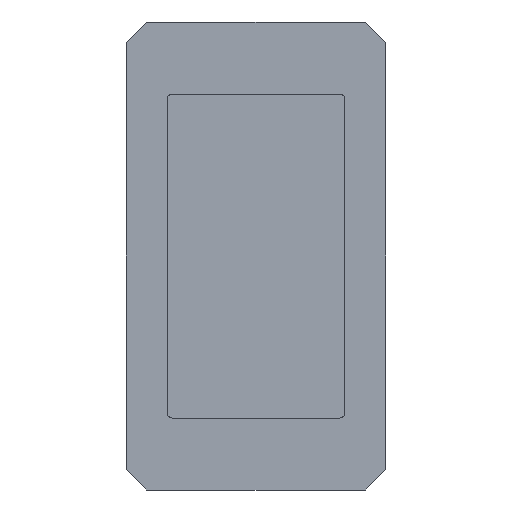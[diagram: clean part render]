
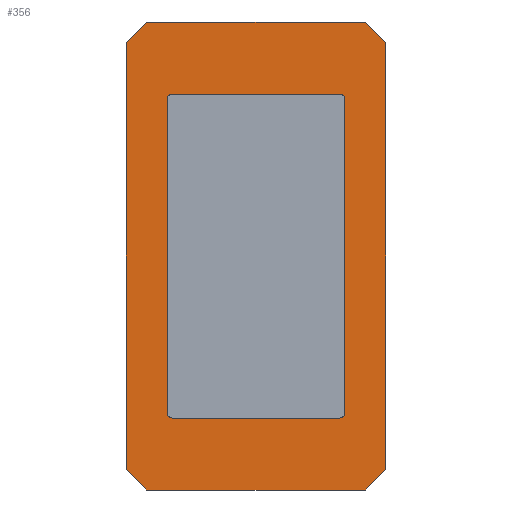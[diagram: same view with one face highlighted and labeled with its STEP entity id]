
A CAD part, front view. The second image highlights one B-rep face of the part: STEP entity #356.
In plain terms, the highlighted planar face has unit normal (0, -1, 0).
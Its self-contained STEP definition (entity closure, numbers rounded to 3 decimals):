
#15=FACE_BOUND('',#69,.T.);
#30=PLANE('',#397);
#49=FACE_OUTER_BOUND('',#68,.T.);
#68=EDGE_LOOP('',(#318,#319,#320,#321,#322,#323,#324,#325));
#69=EDGE_LOOP('',(#326,#327,#328,#329,#330,#331,#332,#333));
#76=LINE('',#520,#116);
#81=LINE('',#534,#121);
#84=LINE('',#541,#124);
#85=LINE('',#543,#125);
#88=LINE('',#551,#128);
#92=LINE('',#558,#132);
#100=LINE('',#574,#140);
#102=LINE('',#578,#142);
#104=LINE('',#583,#144);
#106=LINE('',#586,#146);
#108=LINE('',#590,#148);
#109=LINE('',#592,#149);
#116=VECTOR('',#422,10.);
#121=VECTOR('',#437,10.);
#124=VECTOR('',#446,10.);
#125=VECTOR('',#449,10.);
#128=VECTOR('',#454,10.);
#132=VECTOR('',#460,10.);
#140=VECTOR('',#472,10.);
#142=VECTOR('',#476,10.);
#144=VECTOR('',#480,10.);
#146=VECTOR('',#484,10.);
#148=VECTOR('',#488,10.);
#149=VECTOR('',#491,10.);
#151=CIRCLE('',#373,0.5);
#155=CIRCLE('',#380,0.5);
#156=CIRCLE('',#382,0.5);
#157=CIRCLE('',#385,0.5);
#160=VERTEX_POINT('',#499);
#161=VERTEX_POINT('',#501);
#168=VERTEX_POINT('',#519);
#169=VERTEX_POINT('',#523);
#170=VERTEX_POINT('',#527);
#171=VERTEX_POINT('',#529);
#172=VERTEX_POINT('',#533);
#173=VERTEX_POINT('',#537);
#176=VERTEX_POINT('',#548);
#177=VERTEX_POINT('',#550);
#179=VERTEX_POINT('',#556);
#185=VERTEX_POINT('',#572);
#186=VERTEX_POINT('',#576);
#187=VERTEX_POINT('',#580);
#188=VERTEX_POINT('',#582);
#189=VERTEX_POINT('',#588);
#192=EDGE_CURVE('',#160,#161,#151,.T.);
#201=EDGE_CURVE('',#168,#161,#76,.F.);
#203=EDGE_CURVE('',#168,#169,#155,.T.);
#206=EDGE_CURVE('',#170,#171,#156,.T.);
#208=EDGE_CURVE('',#172,#171,#81,.T.);
#210=EDGE_CURVE('',#172,#173,#157,.T.);
#212=EDGE_CURVE('',#160,#173,#84,.T.);
#213=EDGE_CURVE('',#170,#169,#85,.T.);
#216=EDGE_CURVE('',#176,#177,#88,.T.);
#220=EDGE_CURVE('',#179,#176,#92,.T.);
#228=EDGE_CURVE('',#185,#179,#100,.T.);
#230=EDGE_CURVE('',#186,#185,#102,.T.);
#232=EDGE_CURVE('',#187,#188,#104,.T.);
#234=EDGE_CURVE('',#177,#187,#106,.T.);
#236=EDGE_CURVE('',#189,#186,#108,.T.);
#237=EDGE_CURVE('',#188,#189,#109,.T.);
#318=ORIENTED_EDGE('',*,*,#216,.F.);
#319=ORIENTED_EDGE('',*,*,#220,.F.);
#320=ORIENTED_EDGE('',*,*,#228,.F.);
#321=ORIENTED_EDGE('',*,*,#230,.F.);
#322=ORIENTED_EDGE('',*,*,#236,.F.);
#323=ORIENTED_EDGE('',*,*,#237,.F.);
#324=ORIENTED_EDGE('',*,*,#232,.F.);
#325=ORIENTED_EDGE('',*,*,#234,.F.);
#326=ORIENTED_EDGE('',*,*,#213,.T.);
#327=ORIENTED_EDGE('',*,*,#203,.F.);
#328=ORIENTED_EDGE('',*,*,#201,.T.);
#329=ORIENTED_EDGE('',*,*,#192,.F.);
#330=ORIENTED_EDGE('',*,*,#212,.T.);
#331=ORIENTED_EDGE('',*,*,#210,.F.);
#332=ORIENTED_EDGE('',*,*,#208,.T.);
#333=ORIENTED_EDGE('',*,*,#206,.F.);
#356=ADVANCED_FACE('',(#49,#15),#30,.F.);
#373=AXIS2_PLACEMENT_3D('',#502,#405,#406);
#380=AXIS2_PLACEMENT_3D('',#524,#426,#427);
#382=AXIS2_PLACEMENT_3D('',#530,#432,#433);
#385=AXIS2_PLACEMENT_3D('',#538,#441,#442);
#397=AXIS2_PLACEMENT_3D('',#593,#492,#493);
#405=DIRECTION('center_axis',(0.,-1.,0.));
#406=DIRECTION('ref_axis',(-0.707,0.,-0.707));
#422=DIRECTION('',(1.,0.,0.));
#426=DIRECTION('center_axis',(0.,-1.,0.));
#427=DIRECTION('ref_axis',(0.707,0.,-0.707));
#432=DIRECTION('center_axis',(0.,-1.,0.));
#433=DIRECTION('ref_axis',(0.707,0.,0.707));
#437=DIRECTION('',(1.,0.,0.));
#441=DIRECTION('center_axis',(0.,-1.,0.));
#442=DIRECTION('ref_axis',(-0.707,0.,0.707));
#446=DIRECTION('',(0.,0.,1.));
#449=DIRECTION('',(0.,0.,-1.));
#454=DIRECTION('',(0.707,0.,-0.707));
#460=DIRECTION('',(1.,0.,0.));
#472=DIRECTION('',(0.707,0.,0.707));
#476=DIRECTION('',(0.,0.,1.));
#480=DIRECTION('',(-0.707,0.,-0.707));
#484=DIRECTION('',(0.,0.,-1.));
#488=DIRECTION('',(-0.707,0.,0.707));
#491=DIRECTION('',(-1.,0.,0.));
#492=DIRECTION('center_axis',(0.,1.,0.));
#493=DIRECTION('ref_axis',(1.,0.,0.));
#499=CARTESIAN_POINT('',(4.,0.,-38.));
#501=CARTESIAN_POINT('',(4.5,0.,-38.5));
#502=CARTESIAN_POINT('Origin',(4.5,0.,-38.));
#519=CARTESIAN_POINT('',(20.75,0.,-38.5));
#520=CARTESIAN_POINT('',(15.063,0.,-38.5));
#523=CARTESIAN_POINT('',(21.25,0.,-38.));
#524=CARTESIAN_POINT('Origin',(20.75,0.,-38.));
#527=CARTESIAN_POINT('',(21.25,0.,-7.5));
#529=CARTESIAN_POINT('',(20.75,0.,-7.));
#530=CARTESIAN_POINT('Origin',(20.75,0.,-7.5));
#533=CARTESIAN_POINT('',(4.5,0.,-7.));
#534=CARTESIAN_POINT('',(8.813,0.,-7.));
#537=CARTESIAN_POINT('',(4.,0.,-7.5));
#538=CARTESIAN_POINT('Origin',(4.5,0.,-7.5));
#541=CARTESIAN_POINT('',(4.,0.,-15.375));
#543=CARTESIAN_POINT('',(21.25,0.,-15.375));
#548=CARTESIAN_POINT('',(23.25,0.,0.));
#550=CARTESIAN_POINT('',(25.25,0.,-2.));
#551=CARTESIAN_POINT('',(26.781,0.,-3.531));
#556=CARTESIAN_POINT('',(2.,0.,0.));
#558=CARTESIAN_POINT('',(0.,0.,0.));
#572=CARTESIAN_POINT('',(0.,0.,-2.));
#574=CARTESIAN_POINT('',(-1.531,0.,-3.531));
#576=CARTESIAN_POINT('',(0.,0.,-43.5));
#578=CARTESIAN_POINT('',(0.,0.,-45.5));
#580=CARTESIAN_POINT('',(25.25,0.,-43.5));
#582=CARTESIAN_POINT('',(23.25,0.,-45.5));
#583=CARTESIAN_POINT('',(26.781,0.,-41.969));
#586=CARTESIAN_POINT('',(25.25,0.,0.));
#588=CARTESIAN_POINT('',(2.,0.,-45.5));
#590=CARTESIAN_POINT('',(-1.531,0.,-41.969));
#592=CARTESIAN_POINT('',(25.25,0.,-45.5));
#593=CARTESIAN_POINT('Origin',(12.625,0.,-22.75));
